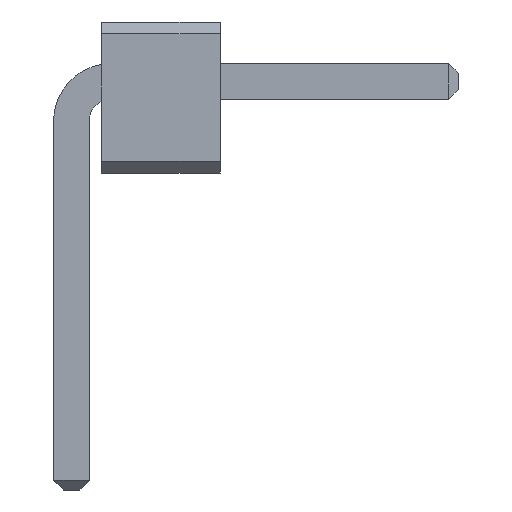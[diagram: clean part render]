
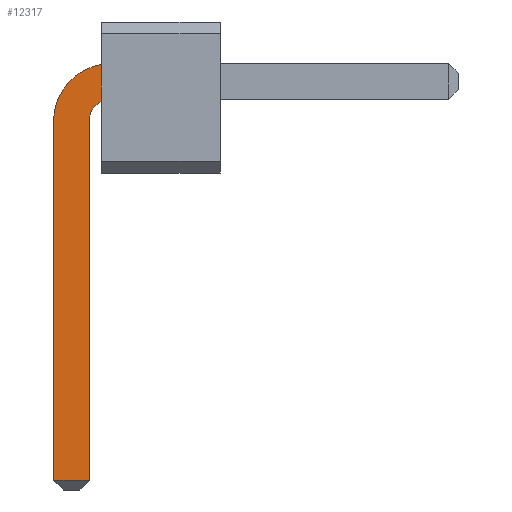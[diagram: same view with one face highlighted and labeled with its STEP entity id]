
A CAD part, front view. The second image highlights one B-rep face of the part: STEP entity #12317.
In plain terms, the highlighted planar face has unit normal (0, -1, 0).
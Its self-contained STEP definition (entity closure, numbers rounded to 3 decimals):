
#4185 = EDGE_CURVE('',#4186,#4188,#4190,.T.);
#4186 = VERTEX_POINT('',#4187);
#4187 = CARTESIAN_POINT('',(0.25,-24.15,0.779));
#4188 = VERTEX_POINT('',#4189);
#4189 = CARTESIAN_POINT('',(0.25,-24.15,0.467));
#4190 = LINE('',#4191,#4192);
#4191 = CARTESIAN_POINT('',(0.25,-24.15,0.1));
#4192 = VECTOR('',#4193,1.);
#4193 = DIRECTION('',(0.,0.,-1.));
#12317 = ADVANCED_FACE('',(#12318),#12361,.F.);
#12318 = FACE_BOUND('',#12319,.F.);
#12319 = EDGE_LOOP('',(#12320,#12321,#12330,#12338,#12346,#12354));
#12320 = ORIENTED_EDGE('',*,*,#4185,.T.);
#12321 = ORIENTED_EDGE('',*,*,#12322,.T.);
#12322 = EDGE_CURVE('',#4188,#12323,#12325,.T.);
#12323 = VERTEX_POINT('',#12324);
#12324 = CARTESIAN_POINT('',(0.15,-24.15,0.335));
#12325 = CIRCLE('',#12326,0.194);
#12326 = AXIS2_PLACEMENT_3D('',#12327,#12328,#12329);
#12327 = CARTESIAN_POINT('',(0.34,-24.15,0.295));
#12328 = DIRECTION('',(0.,-1.,0.));
#12329 = DIRECTION('',(-0.207,0.,0.978
));
#12330 = ORIENTED_EDGE('',*,*,#12331,.T.);
#12331 = EDGE_CURVE('',#12323,#12332,#12334,.T.);
#12332 = VERTEX_POINT('',#12333);
#12333 = CARTESIAN_POINT('',(0.15,-24.15,-2.72));
#12334 = LINE('',#12335,#12336);
#12335 = CARTESIAN_POINT('',(0.15,-24.15,0.335));
#12336 = VECTOR('',#12337,1.);
#12337 = DIRECTION('',(0.,0.,-1.));
#12338 = ORIENTED_EDGE('',*,*,#12339,.T.);
#12339 = EDGE_CURVE('',#12332,#12340,#12342,.T.);
#12340 = VERTEX_POINT('',#12341);
#12341 = CARTESIAN_POINT('',(-0.15,-24.15,-2.72));
#12342 = LINE('',#12343,#12344);
#12343 = CARTESIAN_POINT('',(0.15,-24.15,-2.72));
#12344 = VECTOR('',#12345,1.);
#12345 = DIRECTION('',(-1.,0.,0.));
#12346 = ORIENTED_EDGE('',*,*,#12347,.T.);
#12347 = EDGE_CURVE('',#12340,#12348,#12350,.T.);
#12348 = VERTEX_POINT('',#12349);
#12349 = CARTESIAN_POINT('',(-0.15,-24.15,0.335));
#12350 = LINE('',#12351,#12352);
#12351 = CARTESIAN_POINT('',(-0.15,-24.15,-2.8));
#12352 = VECTOR('',#12353,1.);
#12353 = DIRECTION('',(0.,0.,1.));
#12354 = ORIENTED_EDGE('',*,*,#12355,.T.);
#12355 = EDGE_CURVE('',#12348,#4186,#12356,.T.);
#12356 = CIRCLE('',#12357,0.485);
#12357 = AXIS2_PLACEMENT_3D('',#12358,#12359,#12360);
#12358 = CARTESIAN_POINT('',(0.333,-24.15,0.302));
#12359 = DIRECTION('',(0.,1.,0.));
#12360 = DIRECTION('',(-0.998,0.,
0.069));
#12361 = PLANE('',#12362);
#12362 = AXIS2_PLACEMENT_3D('',#12363,#12364,#12365);
#12363 = CARTESIAN_POINT('',(0.841,-24.15,-0.301));
#12364 = DIRECTION('',(0.,1.,-0.));
#12365 = DIRECTION('',(0.,0.,-1.));
